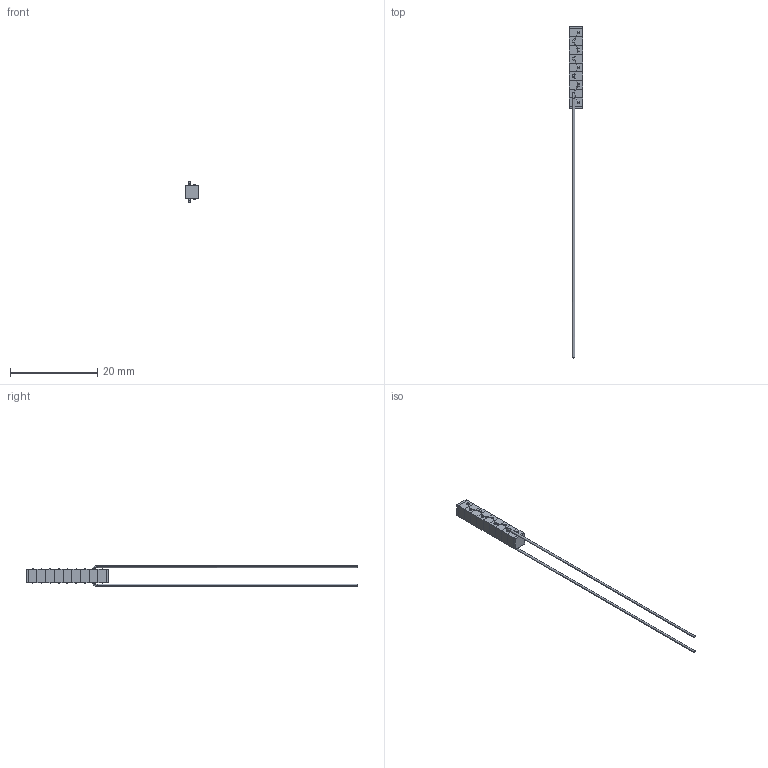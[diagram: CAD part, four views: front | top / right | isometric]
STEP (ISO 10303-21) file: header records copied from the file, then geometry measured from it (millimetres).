
FILE_DESCRIPTION (( 'STEP AP214' ), '1' );
FILE_NAME ('CTN002958.STEP', '2015-04-14T06:26:53', ( '' ), ( '' ), 'SwSTEP 2.0', 'SolidWorks 2014', '' );
FILE_SCHEMA (( 'AUTOMOTIVE_DESIGN' ));
Length unit declared in the file: millimetre
Products named in the file (1): CTN002958
Bounding box: 3 x 76.1 x 4.72 mm (x, y, z)
Volume: 195.8 mm3; surface area: 621.7 mm2
Topology: 3 solids, 3 shells, 203 faces, 539 edges, 326 vertices
Faces by surface type: cylinder 83, plane 82, sphere 24, bspline 14
Entity records: 9846 total; most frequent: CARTESIAN_POINT 3681, ORIENTED_EDGE 1078, DIRECTION 914, EDGE_CURVE 539, VERTEX_POINT 326, AXIS2_PLACEMENT_3D 315, VECTOR 284, LINE 284
